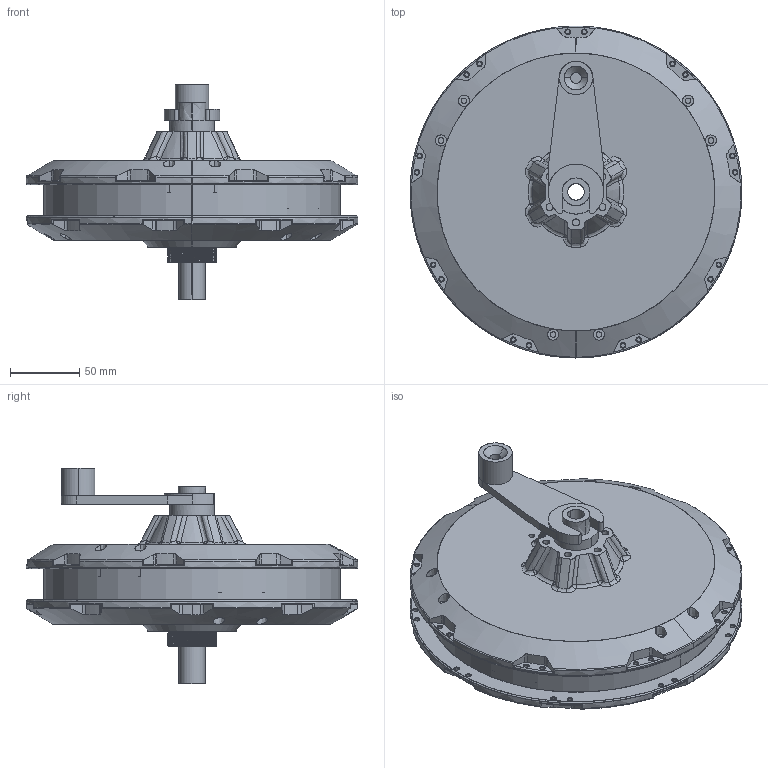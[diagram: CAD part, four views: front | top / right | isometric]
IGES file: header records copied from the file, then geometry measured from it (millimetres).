
Start section: SolidWorks IGES file using analytic representation for surfaces
Global section: file name: M35xx_TA Rear.IGS; native system: SolidWorks 2014; preprocessor: SolidWorks 2014; author: Justin; date: 190908.224507; units: millimetre
Bounding box: 239 x 239 x 155.5 mm (x, y, z)
Surface area: 165761.8 mm2 (no closed solid volume)
Topology: 0 solids, 0 shells, 660 faces, 10259 edges, 10234 vertices
Faces by surface type: revolution 459, bspline 201
